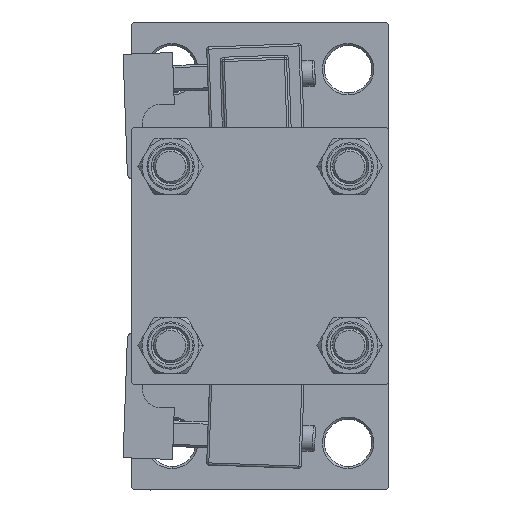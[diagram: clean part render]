
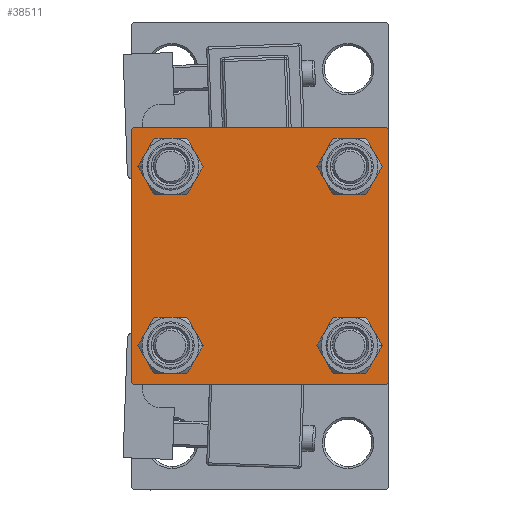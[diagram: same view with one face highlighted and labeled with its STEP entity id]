
A CAD part, left-side view. The second image highlights one B-rep face of the part: STEP entity #38511.
In plain terms, the highlighted planar face has unit normal (-1, 0, 0).
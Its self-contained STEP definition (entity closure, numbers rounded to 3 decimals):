
#436 = CARTESIAN_POINT ( 'NONE',  ( 0., 30., 29.5 ) ) ;
#499 = ORIENTED_EDGE ( 'NONE', *, *, #5038, .T. ) ;
#651 = LINE ( 'NONE', #37906, #11881 ) ;
#1534 = CIRCLE ( 'NONE', #11195, 4.5 ) ;
#1621 = VECTOR ( 'NONE', #14831, 1000. ) ;
#1815 = VERTEX_POINT ( 'NONE', #21312 ) ;
#1877 = ORIENTED_EDGE ( 'NONE', *, *, #46870, .T. ) ;
#2270 = EDGE_LOOP ( 'NONE', ( #1877, #40568 ) ) ;
#2384 = CIRCLE ( 'NONE', #24886, 4.5 ) ;
#2518 = DIRECTION ( 'NONE',  ( 0., 0., 1. ) ) ;
#2765 = EDGE_CURVE ( 'NONE', #8490, #37824, #36171, .T. ) ;
#3069 = ORIENTED_EDGE ( 'NONE', *, *, #37510, .T. ) ;
#4090 = VERTEX_POINT ( 'NONE', #18077 ) ;
#4142 = PLANE ( 'NONE',  #6460 ) ;
#5038 = EDGE_CURVE ( 'NONE', #16557, #34595, #8774, .T. ) ;
#5465 = CARTESIAN_POINT ( 'NONE',  ( 0., -20.85, -25.35 ) ) ;
#5749 = CARTESIAN_POINT ( 'NONE',  ( 0., 30., -30. ) ) ;
#5805 = CARTESIAN_POINT ( 'NONE',  ( 0., -20.85, 25.35 ) ) ;
#6177 = CARTESIAN_POINT ( 'NONE',  ( 0., 20.85, 25.35 ) ) ;
#6336 = DIRECTION ( 'NONE',  ( 1., 0., 0. ) ) ;
#6460 = AXIS2_PLACEMENT_3D ( 'NONE', #28030, #43348, #20230 ) ;
#6526 = EDGE_CURVE ( 'NONE', #40482, #14990, #48155, .T. ) ;
#7847 = CARTESIAN_POINT ( 'NONE',  ( 0., 29.5, 30. ) ) ;
#8088 = CARTESIAN_POINT ( 'NONE',  ( 0., -20.85, 20.85 ) ) ;
#8166 = VECTOR ( 'NONE', #27968, 1000. ) ;
#8459 = ORIENTED_EDGE ( 'NONE', *, *, #44288, .T. ) ;
#8487 = DIRECTION ( 'NONE',  ( 1., 0., 0. ) ) ;
#8490 = VERTEX_POINT ( 'NONE', #15092 ) ;
#8583 = DIRECTION ( 'NONE',  ( 0., 0., 1. ) ) ;
#8774 = CIRCLE ( 'NONE', #31230, 4.5 ) ;
#9215 = AXIS2_PLACEMENT_3D ( 'NONE', #23389, #24392, #35940 ) ;
#9726 = LINE ( 'NONE', #17029, #48369 ) ;
#9978 = DIRECTION ( 'NONE',  ( 0., 0., 1. ) ) ;
#10567 = LINE ( 'NONE', #33701, #26537 ) ;
#11195 = AXIS2_PLACEMENT_3D ( 'NONE', #27493, #15662, #23717 ) ;
#11244 = AXIS2_PLACEMENT_3D ( 'NONE', #8088, #19644, #8583 ) ;
#11452 = FACE_BOUND ( 'NONE', #18649, .T. ) ;
#11787 = CARTESIAN_POINT ( 'NONE',  ( 0., 30., 30. ) ) ;
#11881 = VECTOR ( 'NONE', #23307, 1000. ) ;
#12387 = CARTESIAN_POINT ( 'NONE',  ( 0., -29.75, 29.75 ) ) ;
#13275 = DIRECTION ( 'NONE',  ( 1., 0., 0. ) ) ;
#13299 = DIRECTION ( 'NONE',  ( 0., -1., 0. ) ) ;
#13511 = CARTESIAN_POINT ( 'NONE',  ( 0., 20.85, -20.85 ) ) ;
#14099 = CARTESIAN_POINT ( 'NONE',  ( 0., -20.85, -20.85 ) ) ;
#14572 = ORIENTED_EDGE ( 'NONE', *, *, #30479, .F. ) ;
#14601 = DIRECTION ( 'NONE',  ( 0., 0.707, -0.707 ) ) ;
#14831 = DIRECTION ( 'NONE',  ( 0., -1., 0. ) ) ;
#14990 = VERTEX_POINT ( 'NONE', #31087 ) ;
#15092 = CARTESIAN_POINT ( 'NONE',  ( 0., 29.5, -30. ) ) ;
#15208 = FACE_BOUND ( 'NONE', #47659, .T. ) ;
#15261 = CIRCLE ( 'NONE', #11244, 4.5 ) ;
#15464 = FACE_BOUND ( 'NONE', #39289, .T. ) ;
#15662 = DIRECTION ( 'NONE',  ( 1., 0., 0. ) ) ;
#15776 = EDGE_CURVE ( 'NONE', #35799, #35361, #9726, .T. ) ;
#16557 = VERTEX_POINT ( 'NONE', #36935 ) ;
#16740 = VECTOR ( 'NONE', #42389, 1000. ) ;
#17029 = CARTESIAN_POINT ( 'NONE',  ( 0., 30., 30. ) ) ;
#17133 = EDGE_CURVE ( 'NONE', #35361, #8490, #18955, .T. ) ;
#17210 = ORIENTED_EDGE ( 'NONE', *, *, #18646, .T. ) ;
#17248 = CARTESIAN_POINT ( 'NONE',  ( 0., -29.5, 30. ) ) ;
#18077 = CARTESIAN_POINT ( 'NONE',  ( 0., -20.85, 16.35 ) ) ;
#18646 = EDGE_CURVE ( 'NONE', #34595, #16557, #27701, .T. ) ;
#18649 = EDGE_LOOP ( 'NONE', ( #27730, #3069 ) ) ;
#18719 = DIRECTION ( 'NONE',  ( 0., -0.707, -0.707 ) ) ;
#18955 = LINE ( 'NONE', #27498, #28454 ) ;
#18991 = FACE_BOUND ( 'NONE', #2270, .T. ) ;
#19644 = DIRECTION ( 'NONE',  ( 1., 0., 0. ) ) ;
#20067 = ORIENTED_EDGE ( 'NONE', *, *, #36412, .T. ) ;
#20230 = DIRECTION ( 'NONE',  ( 0., 0., 1. ) ) ;
#21312 = CARTESIAN_POINT ( 'NONE',  ( 0., -30., 29.5 ) ) ;
#23106 = LINE ( 'NONE', #11787, #1621 ) ;
#23307 = DIRECTION ( 'NONE',  ( 0., 0., -1. ) ) ;
#23389 = CARTESIAN_POINT ( 'NONE',  ( 0., 20.85, -20.85 ) ) ;
#23717 = DIRECTION ( 'NONE',  ( 0., 0., 1. ) ) ;
#24076 = AXIS2_PLACEMENT_3D ( 'NONE', #42675, #8487, #38900 ) ;
#24392 = DIRECTION ( 'NONE',  ( 1., 0., 0. ) ) ;
#24886 = AXIS2_PLACEMENT_3D ( 'NONE', #40768, #6336, #41029 ) ;
#26371 = VECTOR ( 'NONE', #13299, 1000. ) ;
#26537 = VECTOR ( 'NONE', #14601, 1000. ) ;
#27442 = ORIENTED_EDGE ( 'NONE', *, *, #15776, .T. ) ;
#27493 = CARTESIAN_POINT ( 'NONE',  ( 0., 20.85, 20.85 ) ) ;
#27498 = CARTESIAN_POINT ( 'NONE',  ( 0., 29.75, -29.75 ) ) ;
#27701 = CIRCLE ( 'NONE', #9215, 4.5 ) ;
#27730 = ORIENTED_EDGE ( 'NONE', *, *, #33628, .T. ) ;
#27968 = DIRECTION ( 'NONE',  ( 0., 0.707, 0.707 ) ) ;
#28030 = CARTESIAN_POINT ( 'NONE',  ( 0., 0., 0. ) ) ;
#28454 = VECTOR ( 'NONE', #18719, 1000. ) ;
#30477 = EDGE_CURVE ( 'NONE', #37824, #34224, #41914, .T. ) ;
#30479 = EDGE_CURVE ( 'NONE', #1815, #34224, #651, .T. ) ;
#31087 = CARTESIAN_POINT ( 'NONE',  ( 0., -20.85, -16.35 ) ) ;
#31230 = AXIS2_PLACEMENT_3D ( 'NONE', #13511, #13275, #9978 ) ;
#31534 = CARTESIAN_POINT ( 'NONE',  ( 0., -20.85, -20.85 ) ) ;
#31551 = VERTEX_POINT ( 'NONE', #17248 ) ;
#32140 = VERTEX_POINT ( 'NONE', #7847 ) ;
#33010 = AXIS2_PLACEMENT_3D ( 'NONE', #14099, #45015, #2518 ) ;
#33200 = CARTESIAN_POINT ( 'NONE',  ( 0., -29.5, -30. ) ) ;
#33428 = CARTESIAN_POINT ( 'NONE',  ( 0., 20.85, 16.35 ) ) ;
#33628 = EDGE_CURVE ( 'NONE', #33810, #4090, #15261, .T. ) ;
#33701 = CARTESIAN_POINT ( 'NONE',  ( 0., 29.75, 29.75 ) ) ;
#33810 = VERTEX_POINT ( 'NONE', #5805 ) ;
#34224 = VERTEX_POINT ( 'NONE', #48711 ) ;
#34468 = ORIENTED_EDGE ( 'NONE', *, *, #37854, .T. ) ;
#34595 = VERTEX_POINT ( 'NONE', #42587 ) ;
#35113 = CARTESIAN_POINT ( 'NONE',  ( 0., -29.75, -29.75 ) ) ;
#35261 = CARTESIAN_POINT ( 'NONE',  ( 0., 30., -29.5 ) ) ;
#35361 = VERTEX_POINT ( 'NONE', #35261 ) ;
#35799 = VERTEX_POINT ( 'NONE', #436 ) ;
#35940 = DIRECTION ( 'NONE',  ( 0., 0., 1. ) ) ;
#36127 = DIRECTION ( 'NONE',  ( 0., 0., -1. ) ) ;
#36171 = LINE ( 'NONE', #5749, #26371 ) ;
#36412 = EDGE_CURVE ( 'NONE', #44932, #38408, #1534, .T. ) ;
#36701 = EDGE_LOOP ( 'NONE', ( #27442, #38367, #39663, #38187, #14572, #40283, #43701, #34468 ) ) ;
#36935 = CARTESIAN_POINT ( 'NONE',  ( 0., 20.85, -25.35 ) ) ;
#37510 = EDGE_CURVE ( 'NONE', #4090, #33810, #2384, .T. ) ;
#37824 = VERTEX_POINT ( 'NONE', #33200 ) ;
#37854 = EDGE_CURVE ( 'NONE', #32140, #35799, #10567, .T. ) ;
#37906 = CARTESIAN_POINT ( 'NONE',  ( 0., -30., 30. ) ) ;
#38187 = ORIENTED_EDGE ( 'NONE', *, *, #30477, .T. ) ;
#38367 = ORIENTED_EDGE ( 'NONE', *, *, #17133, .T. ) ;
#38408 = VERTEX_POINT ( 'NONE', #6177 ) ;
#38511 = ADVANCED_FACE ( 'NONE', ( #11452, #18991, #15208, #15464, #38583 ), #4142, .T. ) ;
#38583 = FACE_OUTER_BOUND ( 'NONE', #36701, .T. ) ;
#38900 = DIRECTION ( 'NONE',  ( 0., 0., 1. ) ) ;
#39289 = EDGE_LOOP ( 'NONE', ( #8459, #20067 ) ) ;
#39663 = ORIENTED_EDGE ( 'NONE', *, *, #2765, .T. ) ;
#40283 = ORIENTED_EDGE ( 'NONE', *, *, #48893, .T. ) ;
#40482 = VERTEX_POINT ( 'NONE', #5465 ) ;
#40568 = ORIENTED_EDGE ( 'NONE', *, *, #6526, .T. ) ;
#40768 = CARTESIAN_POINT ( 'NONE',  ( 0., -20.85, 20.85 ) ) ;
#41029 = DIRECTION ( 'NONE',  ( 0., 0., 1. ) ) ;
#41914 = LINE ( 'NONE', #35113, #16740 ) ;
#42389 = DIRECTION ( 'NONE',  ( 0., -0.707, 0.707 ) ) ;
#42587 = CARTESIAN_POINT ( 'NONE',  ( 0., 20.85, -16.35 ) ) ;
#42675 = CARTESIAN_POINT ( 'NONE',  ( 0., 20.85, 20.85 ) ) ;
#43072 = DIRECTION ( 'NONE',  ( 1., 0., 0. ) ) ;
#43348 = DIRECTION ( 'NONE',  ( -1., 0., 0. ) ) ;
#43701 = ORIENTED_EDGE ( 'NONE', *, *, #45957, .F. ) ;
#44288 = EDGE_CURVE ( 'NONE', #38408, #44932, #45748, .T. ) ;
#44932 = VERTEX_POINT ( 'NONE', #33428 ) ;
#45015 = DIRECTION ( 'NONE',  ( 1., 0., 0. ) ) ;
#45748 = CIRCLE ( 'NONE', #24076, 4.5 ) ;
#45957 = EDGE_CURVE ( 'NONE', #32140, #31551, #23106, .T. ) ;
#46558 = AXIS2_PLACEMENT_3D ( 'NONE', #31534, #43072, #49629 ) ;
#46823 = LINE ( 'NONE', #12387, #8166 ) ;
#46870 = EDGE_CURVE ( 'NONE', #14990, #40482, #47474, .T. ) ;
#47474 = CIRCLE ( 'NONE', #33010, 4.5 ) ;
#47659 = EDGE_LOOP ( 'NONE', ( #17210, #499 ) ) ;
#48155 = CIRCLE ( 'NONE', #46558, 4.5 ) ;
#48369 = VECTOR ( 'NONE', #36127, 1000. ) ;
#48711 = CARTESIAN_POINT ( 'NONE',  ( 0., -30., -29.5 ) ) ;
#48893 = EDGE_CURVE ( 'NONE', #1815, #31551, #46823, .T. ) ;
#49629 = DIRECTION ( 'NONE',  ( 0., 0., 1. ) ) ;
